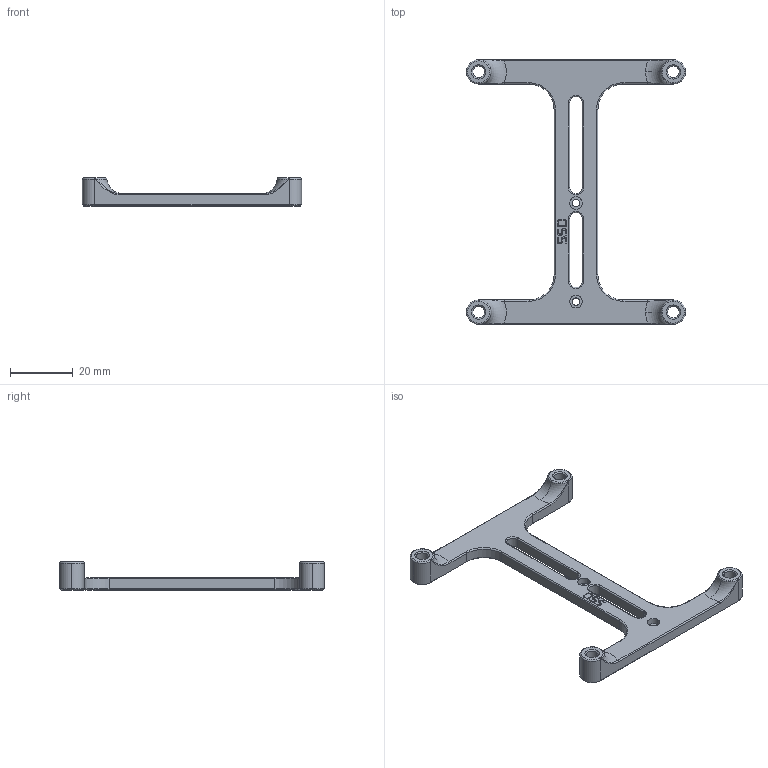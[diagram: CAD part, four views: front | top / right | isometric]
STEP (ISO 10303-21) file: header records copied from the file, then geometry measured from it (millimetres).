
FILE_DESCRIPTION (( 'STEP AP214' ), '1' );
FILE_NAME ('ssd_bracket.STEP', '2022-06-23T21:27:08', ( 'admin' ), ( 'Hewlett-Packard Company' ), 'SwSTEP 2.0', 'SolidWorks 2021', '' );
FILE_SCHEMA (( 'AUTOMOTIVE_DESIGN' ));
Length unit declared in the file: millimetre
Products named in the file (1): ssd_bracket
Bounding box: 70.05 x 84.6 x 9 mm (x, y, z)
Volume: 8104 mm3; surface area: 6451.3 mm2
Topology: 1 solids, 1 shells, 235 faces, 571 edges, 336 vertices
Faces by surface type: plane 60, cylinder 58, bspline 39, torus 36, cone 34, sphere 8
Entity records: 8847 total; most frequent: CARTESIAN_POINT 3462, ORIENTED_EDGE 1126, DIRECTION 1101, EDGE_CURVE 563, AXIS2_PLACEMENT_3D 419, VERTEX_POINT 336, VECTOR 263, LINE 263
